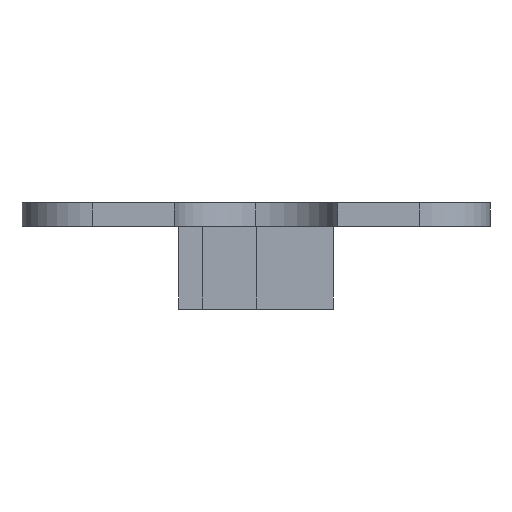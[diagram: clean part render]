
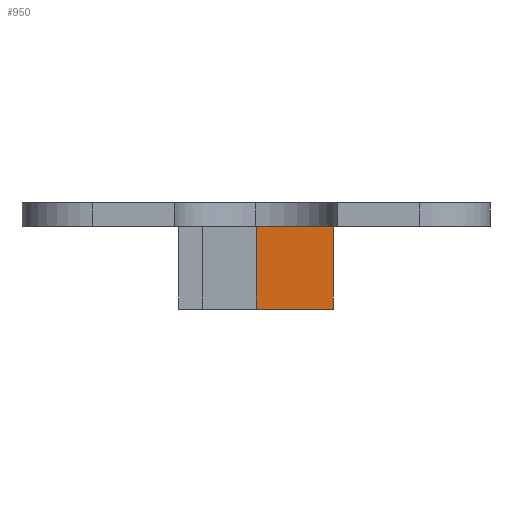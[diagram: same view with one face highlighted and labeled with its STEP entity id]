
A CAD part, left-side view. The second image highlights one B-rep face of the part: STEP entity #950.
In plain terms, the highlighted planar face has unit normal (-1, 0, 0).
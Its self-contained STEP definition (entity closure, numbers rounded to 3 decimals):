
#12 = VERTEX_POINT ( 'NONE', #2450 ) ;
#170 = VERTEX_POINT ( 'NONE', #938 ) ;
#213 = ORIENTED_EDGE ( 'NONE', *, *, #3478, .F. ) ;
#317 = CARTESIAN_POINT ( 'NONE',  ( -76.29, 0., -17.7 ) ) ;
#325 = VECTOR ( 'NONE', #3926, 1000. ) ;
#484 = CARTESIAN_POINT ( 'NONE',  ( -76.29, 0., 0. ) ) ;
#514 = LINE ( 'NONE', #1529, #2392 ) ;
#563 = VERTEX_POINT ( 'NONE', #2168 ) ;
#679 = VECTOR ( 'NONE', #3100, 1000. ) ;
#938 = CARTESIAN_POINT ( 'NONE',  ( -76.29, -16.5, 0. ) ) ;
#950 = ADVANCED_FACE ( 'NONE', ( #1517 ), #3415, .T. ) ;
#1186 = VERTEX_POINT ( 'NONE', #1965 ) ;
#1409 = EDGE_CURVE ( 'NONE', #1186, #170, #1442, .T. ) ;
#1442 = LINE ( 'NONE', #2420, #679 ) ;
#1517 = FACE_OUTER_BOUND ( 'NONE', #3633, .T. ) ;
#1526 = EDGE_CURVE ( 'NONE', #563, #1186, #514, .T. ) ;
#1529 = CARTESIAN_POINT ( 'NONE',  ( -76.29, 0., -17.7 ) ) ;
#1965 = CARTESIAN_POINT ( 'NONE',  ( -76.29, -16.5, -17.7 ) ) ;
#2031 = CARTESIAN_POINT ( 'NONE',  ( -76.29, 0., -17.7 ) ) ;
#2138 = DIRECTION ( 'NONE',  ( 0., 0., 1. ) ) ;
#2168 = CARTESIAN_POINT ( 'NONE',  ( -76.29, 0., -17.7 ) ) ;
#2205 = VECTOR ( 'NONE', #3626, 1000. ) ;
#2295 = ORIENTED_EDGE ( 'NONE', *, *, #1409, .T. ) ;
#2306 = LINE ( 'NONE', #484, #325 ) ;
#2335 = LINE ( 'NONE', #2031, #2205 ) ;
#2392 = VECTOR ( 'NONE', #2795, 1000. ) ;
#2420 = CARTESIAN_POINT ( 'NONE',  ( -76.29, -16.5, -17.7 ) ) ;
#2450 = CARTESIAN_POINT ( 'NONE',  ( -76.29, 0., 0. ) ) ;
#2795 = DIRECTION ( 'NONE',  ( 0., -1., 0. ) ) ;
#3100 = DIRECTION ( 'NONE',  ( 0., 0., 1. ) ) ;
#3184 = AXIS2_PLACEMENT_3D ( 'NONE', #317, #4019, #2138 ) ;
#3203 = ORIENTED_EDGE ( 'NONE', *, *, #1526, .T. ) ;
#3272 = ORIENTED_EDGE ( 'NONE', *, *, #3954, .F. ) ;
#3415 = PLANE ( 'NONE',  #3184 ) ;
#3478 = EDGE_CURVE ( 'NONE', #563, #12, #2335, .T. ) ;
#3626 = DIRECTION ( 'NONE',  ( 0., 0., 1. ) ) ;
#3633 = EDGE_LOOP ( 'NONE', ( #3272, #213, #3203, #2295 ) ) ;
#3926 = DIRECTION ( 'NONE',  ( 0., -1., 0. ) ) ;
#3954 = EDGE_CURVE ( 'NONE', #12, #170, #2306, .T. ) ;
#4019 = DIRECTION ( 'NONE',  ( -1., 0., 0. ) ) ;
